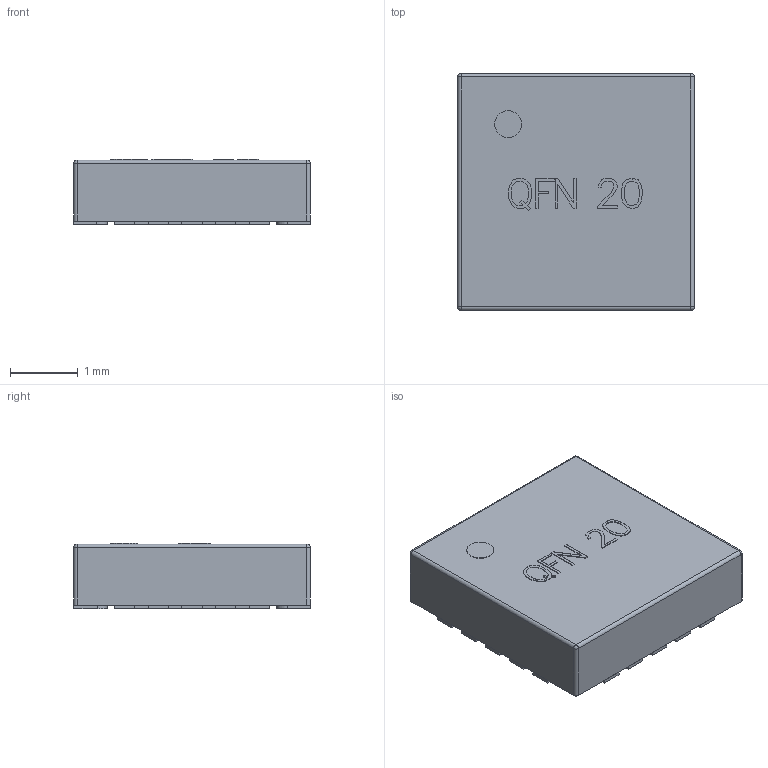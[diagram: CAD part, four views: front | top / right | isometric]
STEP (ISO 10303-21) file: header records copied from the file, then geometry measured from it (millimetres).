
FILE_DESCRIPTION(/* description */ (''),/* implementation_level */ '2;1');
FILE_NAME(/* name */ 'QFN-20-TI_RGRv3.stp',/* time_stamp */ '2015-04-06T18:22:02-07:00',/* author */ (''),/* organization */ (''),/* preprocessor_version */ 'ST-DEVELOPER v16.1',/* originating_system */ 'Autodesk Translation Framework v4.0.0.5211',/* authorisation */ '');
FILE_SCHEMA (('AUTOMOTIVE_DESIGN { 1 0 10303 214 3 1 1 }'));
Length unit declared in the file: centimetre
Products named in the file (16): SW3dPS-QFN-20_Extruded18; N; SW3dPS-QFN-20_Cylinder1; Pin 1 Dot; SW3dPS-QFN-20_Extruded15; Body; SW3dPS-QFN-20_Extruded13; F; SW3dPS-QFN-20_Extruded24; 2; SW3dPS-QFN-20_Extruded25; Q; SW3dPS-QFN-20_Extruded17; 0; SW3dPS-QFN-20_Free-Models1; QFN-20-TI_RGR v6
Assembly tree (15 placements, depth 4):
  QFN-20-TI_RGR v6
    SW3dPS-QFN-20_Free-Models1
      N
        SW3dPS-QFN-20_Extruded18
      2
        SW3dPS-QFN-20_Extruded24
      Pin 1 Dot
        SW3dPS-QFN-20_Cylinder1
      Body
        SW3dPS-QFN-20_Extruded15
      F
        SW3dPS-QFN-20_Extruded13
      Q
        SW3dPS-QFN-20_Extruded25
      0
        SW3dPS-QFN-20_Extruded17
Bounding box: 3.5 x 3.5 x 0.96 mm (x, y, z)
Volume: 11.4 mm3; surface area: 53 mm2
Topology: 28 solids, 30 shells, 282 faces, 666 edges, 442 vertices
Faces by surface type: plane 249, cylinder 29, sphere 4
Full cylindrical faces by diameter (mm): 0.4 x1
Entity records: 8305 total; most frequent: CARTESIAN_POINT 1420, DIRECTION 1349, ORIENTED_EDGE 1322, EDGE_CURVE 665, LINE 607, VECTOR 607, VERTEX_POINT 442, AXIS2_PLACEMENT_3D 371
